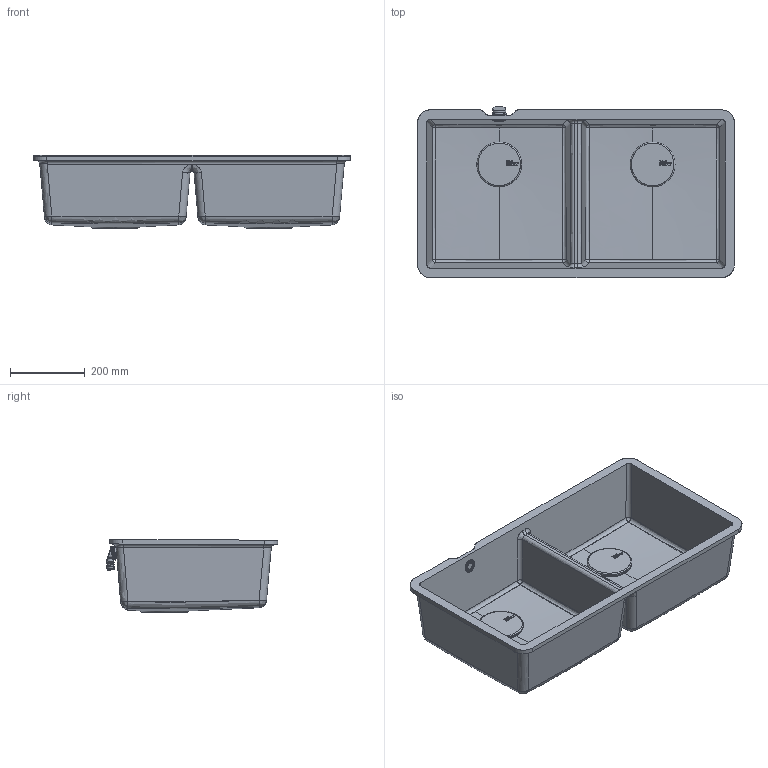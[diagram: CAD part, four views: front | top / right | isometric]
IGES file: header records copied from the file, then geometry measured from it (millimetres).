
Global section: file name: 67HSALTY 9410.igs; native system: Rhinoceros ( Oct  8 2013 ); preprocessor: Trout Lake IGES 012 Oct  8 2013; date: 151222.161543; units: millimetre
Bounding box: 850 x 459.05 x 195.82 mm (x, y, z)
Surface area: 1757176.6 mm2 (no closed solid volume)
Topology: 0 solids, 0 shells, 7844 faces, 29603 edges, 29595 vertices
Faces by surface type: bspline 7844
